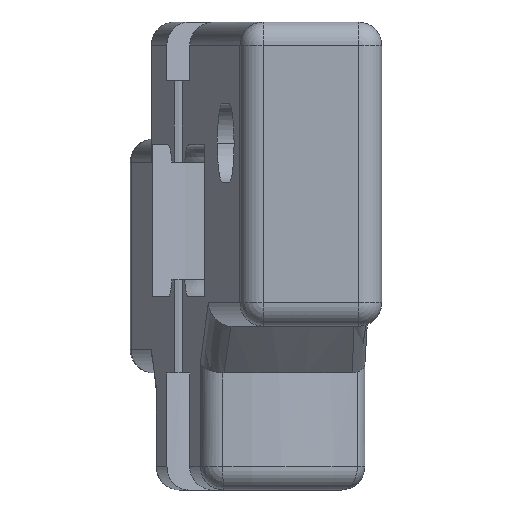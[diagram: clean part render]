
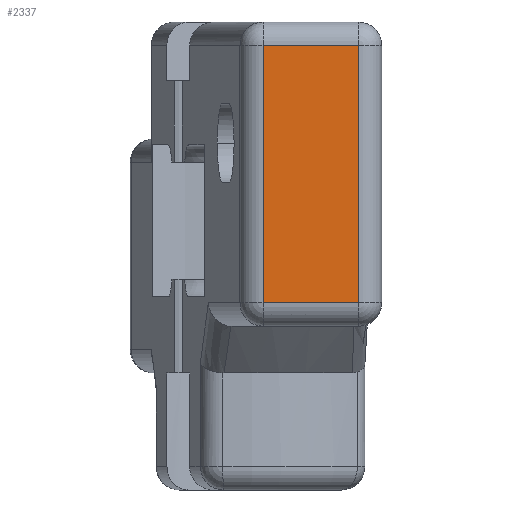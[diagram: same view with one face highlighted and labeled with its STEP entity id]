
A CAD part, front view. The second image highlights one B-rep face of the part: STEP entity #2337.
In plain terms, the highlighted planar face has unit normal (0, -1, 0).
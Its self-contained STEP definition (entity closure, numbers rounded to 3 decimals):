
#146 = DIRECTION ( 'NONE',  ( 0., 1., 0. ) ) ;
#157 = ORIENTED_EDGE ( 'NONE', *, *, #918, .T. ) ;
#329 = CARTESIAN_POINT ( 'NONE',  ( 16.682, -21., 14. ) ) ;
#338 = VECTOR ( 'NONE', #1195, 1000. ) ;
#479 = EDGE_LOOP ( 'NONE', ( #157, #662, #2365, #1487 ) ) ;
#644 = DIRECTION ( 'NONE',  ( 0., 0., 1. ) ) ;
#662 = ORIENTED_EDGE ( 'NONE', *, *, #2205, .T. ) ;
#666 = VECTOR ( 'NONE', #1544, 1000. ) ;
#706 = AXIS2_PLACEMENT_3D ( 'NONE', #3107, #146, #1386 ) ;
#910 = PLANE ( 'NONE',  #706 ) ;
#918 = EDGE_CURVE ( 'NONE', #3093, #1522, #1485, .T. ) ;
#972 = CARTESIAN_POINT ( 'NONE',  ( 20.755, -21., 3. ) ) ;
#1001 = EDGE_CURVE ( 'NONE', #2534, #3093, #1249, .T. ) ;
#1137 = CARTESIAN_POINT ( 'NONE',  ( 20.755, -21., 46.15 ) ) ;
#1161 = VERTEX_POINT ( 'NONE', #2362 ) ;
#1195 = DIRECTION ( 'NONE',  ( 1., 0., 0. ) ) ;
#1249 = LINE ( 'NONE', #1137, #2378 ) ;
#1283 = CARTESIAN_POINT ( 'NONE',  ( 20.755, -21., 14. ) ) ;
#1347 = VECTOR ( 'NONE', #1556, 1000. ) ;
#1386 = DIRECTION ( 'NONE',  ( 0., 0., 1. ) ) ;
#1462 = FACE_OUTER_BOUND ( 'NONE', #479, .T. ) ;
#1485 = LINE ( 'NONE', #2994, #666 ) ;
#1487 = ORIENTED_EDGE ( 'NONE', *, *, #1001, .T. ) ;
#1522 = VERTEX_POINT ( 'NONE', #329 ) ;
#1544 = DIRECTION ( 'NONE',  ( -1., 0., 0. ) ) ;
#1556 = DIRECTION ( 'NONE',  ( 0., 0., -1. ) ) ;
#1686 = LINE ( 'NONE', #1908, #338 ) ;
#1739 = EDGE_CURVE ( 'NONE', #1161, #2534, #1686, .T. ) ;
#1908 = CARTESIAN_POINT ( 'NONE',  ( 21.806, -21., 3. ) ) ;
#2205 = EDGE_CURVE ( 'NONE', #1522, #1161, #2282, .T. ) ;
#2254 = CARTESIAN_POINT ( 'NONE',  ( 16.682, -21., 46.15 ) ) ;
#2282 = LINE ( 'NONE', #2254, #1347 ) ;
#2337 = ADVANCED_FACE ( 'NONE', ( #1462 ), #910, .F. ) ;
#2362 = CARTESIAN_POINT ( 'NONE',  ( 16.682, -21., 3. ) ) ;
#2365 = ORIENTED_EDGE ( 'NONE', *, *, #1739, .T. ) ;
#2378 = VECTOR ( 'NONE', #644, 1000. ) ;
#2534 = VERTEX_POINT ( 'NONE', #972 ) ;
#2994 = CARTESIAN_POINT ( 'NONE',  ( 15.806, -21., 14. ) ) ;
#3093 = VERTEX_POINT ( 'NONE', #1283 ) ;
#3107 = CARTESIAN_POINT ( 'NONE',  ( 21.806, -21., 46.15 ) ) ;
